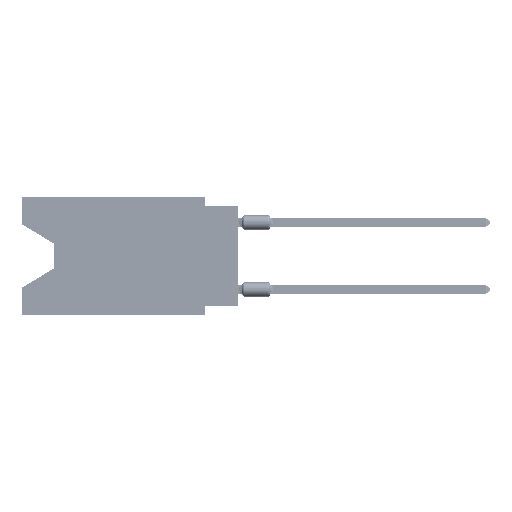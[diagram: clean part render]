
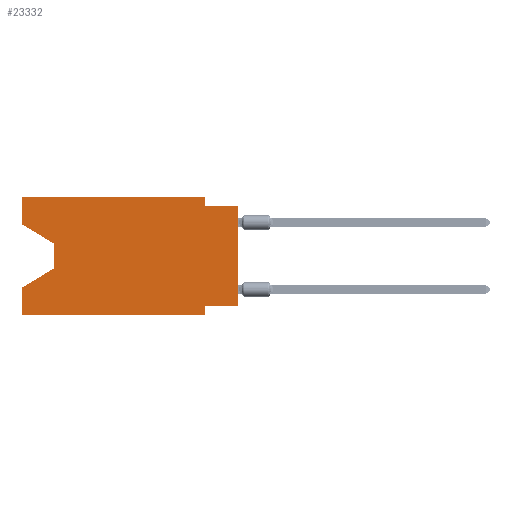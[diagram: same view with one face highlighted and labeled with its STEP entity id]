
A CAD part, left-side view. The second image highlights one B-rep face of the part: STEP entity #23332.
In plain terms, the highlighted planar face has unit normal (-1, 0, 0).
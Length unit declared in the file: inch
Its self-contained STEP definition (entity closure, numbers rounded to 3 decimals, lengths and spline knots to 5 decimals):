
#3 = VERTEX_POINT ( 'NONE', #41037 ) ;
#2149 = CARTESIAN_POINT ( 'NONE',  ( 0., 0., -0.325 ) ) ;
#2839 = CARTESIAN_POINT ( 'NONE',  ( 0., 0.1, -0.35 ) ) ;
#2881 = DIRECTION ( 'NONE',  ( 0., 1., 0. ) ) ;
#3266 = VECTOR ( 'NONE', #70297, 39.37008 ) ;
#3467 = CARTESIAN_POINT ( 'NONE',  ( 0., 0.645, 0. ) ) ;
#3633 = VECTOR ( 'NONE', #8669, 39.37008 ) ;
#5238 = LINE ( 'NONE', #44835, #69789 ) ;
#5600 = VECTOR ( 'NONE', #63283, 39.37008 ) ;
#6965 = VECTOR ( 'NONE', #2881, 39.37008 ) ;
#8141 = EDGE_CURVE ( 'NONE', #59369, #66842, #8804, .T. ) ;
#8669 = DIRECTION ( 'NONE',  ( 0., 0., 1. ) ) ;
#8804 = LINE ( 'NONE', #15512, #70315 ) ;
#9886 = CARTESIAN_POINT ( 'NONE',  ( 0., 0.645, 0. ) ) ;
#10638 = VERTEX_POINT ( 'NONE', #40613 ) ;
#10903 = ORIENTED_EDGE ( 'NONE', *, *, #18013, .F. ) ;
#11635 = VECTOR ( 'NONE', #71653, 39.37008 ) ;
#14436 = CARTESIAN_POINT ( 'NONE',  ( 0., 0.645, -0.35 ) ) ;
#14694 = FACE_OUTER_BOUND ( 'NONE', #71329, .T. ) ;
#15021 = ORIENTED_EDGE ( 'NONE', *, *, #56962, .F. ) ;
#15512 = CARTESIAN_POINT ( 'NONE',  ( 0., 0.645, -0.35 ) ) ;
#15938 = ORIENTED_EDGE ( 'NONE', *, *, #40777, .F. ) ;
#17644 = DIRECTION ( 'NONE',  ( 0., 0., -1. ) ) ;
#18013 = EDGE_CURVE ( 'NONE', #48637, #66842, #28944, .T. ) ;
#18761 = DIRECTION ( 'NONE',  ( 0., 0., 1. ) ) ;
#22629 = EDGE_CURVE ( 'NONE', #46007, #42982, #5238, .T. ) ;
#22818 = VECTOR ( 'NONE', #63348, 39.37008 ) ;
#23332 = ADVANCED_FACE ( 'NONE', ( #14694 ), #37468, .F. ) ;
#24397 = EDGE_CURVE ( 'NONE', #59369, #10638, #46585, .T. ) ;
#25310 = EDGE_CURVE ( 'NONE', #62435, #46007, #37675, .T. ) ;
#26729 = DIRECTION ( 'NONE',  ( 0., -1., 0. ) ) ;
#27039 = VECTOR ( 'NONE', #58540, 39.37008 ) ;
#28944 = LINE ( 'NONE', #56945, #5600 ) ;
#29075 = ORIENTED_EDGE ( 'NONE', *, *, #8141, .T. ) ;
#30355 = LINE ( 'NONE', #47529, #3266 ) ;
#30815 = LINE ( 'NONE', #64810, #22818 ) ;
#31449 = LINE ( 'NONE', #59840, #3633 ) ;
#31658 = LINE ( 'NONE', #2149, #6965 ) ;
#32448 = ORIENTED_EDGE ( 'NONE', *, *, #67659, .F. ) ;
#33520 = CARTESIAN_POINT ( 'NONE',  ( 0., 0.645, 0. ) ) ;
#34101 = AXIS2_PLACEMENT_3D ( 'NONE', #3467, #71823, #17644 ) ;
#34380 = VERTEX_POINT ( 'NONE', #33520 ) ;
#35596 = CARTESIAN_POINT ( 'NONE',  ( 0., 0.1, -0.025 ) ) ;
#35754 = CARTESIAN_POINT ( 'NONE',  ( 0., 0.645, 0. ) ) ;
#36852 = CARTESIAN_POINT ( 'NONE',  ( 0., 0.645, -0.08025 ) ) ;
#37468 = PLANE ( 'NONE',  #34101 ) ;
#37629 = EDGE_CURVE ( 'NONE', #62166, #10638, #30355, .T. ) ;
#37675 = LINE ( 'NONE', #38423, #11635 ) ;
#37877 = VERTEX_POINT ( 'NONE', #46720 ) ;
#38268 = DIRECTION ( 'NONE',  ( 0., -1., 0. ) ) ;
#38423 = CARTESIAN_POINT ( 'NONE',  ( 0., 0.1, 0. ) ) ;
#40613 = CARTESIAN_POINT ( 'NONE',  ( 0., 0.645, -0.26975 ) ) ;
#40777 = EDGE_CURVE ( 'NONE', #71753, #48637, #31658, .T. ) ;
#41037 = CARTESIAN_POINT ( 'NONE',  ( 0., 0.645, -0.08025 ) ) ;
#41256 = CARTESIAN_POINT ( 'NONE',  ( 0., 0.55, -0.212 ) ) ;
#42982 = VERTEX_POINT ( 'NONE', #72794 ) ;
#43404 = VECTOR ( 'NONE', #18761, 39.37008 ) ;
#44835 = CARTESIAN_POINT ( 'NONE',  ( 0., 0., -0.025 ) ) ;
#46007 = VERTEX_POINT ( 'NONE', #35596 ) ;
#46585 = LINE ( 'NONE', #35754, #27039 ) ;
#46720 = CARTESIAN_POINT ( 'NONE',  ( 0., 0.55, -0.138 ) ) ;
#47529 = CARTESIAN_POINT ( 'NONE',  ( 0., 0.55, -0.212 ) ) ;
#48637 = VERTEX_POINT ( 'NONE', #67486 ) ;
#49870 = EDGE_CURVE ( 'NONE', #71753, #42982, #53494, .T. ) ;
#51187 = ORIENTED_EDGE ( 'NONE', *, *, #25310, .F. ) ;
#53225 = ORIENTED_EDGE ( 'NONE', *, *, #49870, .T. ) ;
#53494 = LINE ( 'NONE', #69933, #43404 ) ;
#54622 = ORIENTED_EDGE ( 'NONE', *, *, #24397, .F. ) ;
#56945 = CARTESIAN_POINT ( 'NONE',  ( 0., 0.1, -0.35 ) ) ;
#56962 = EDGE_CURVE ( 'NONE', #34380, #62435, #59574, .T. ) ;
#58540 = DIRECTION ( 'NONE',  ( 0., 0., 1. ) ) ;
#59369 = VERTEX_POINT ( 'NONE', #14436 ) ;
#59574 = LINE ( 'NONE', #9886, #61858 ) ;
#59840 = CARTESIAN_POINT ( 'NONE',  ( 0., 0.645, 0. ) ) ;
#61125 = DIRECTION ( 'NONE',  ( 0., -0.855, -0.519 ) ) ;
#61858 = VECTOR ( 'NONE', #38268, 39.37008 ) ;
#62166 = VERTEX_POINT ( 'NONE', #41256 ) ;
#62435 = VERTEX_POINT ( 'NONE', #73310 ) ;
#63205 = ORIENTED_EDGE ( 'NONE', *, *, #22629, .F. ) ;
#63224 = VECTOR ( 'NONE', #61125, 39.37008 ) ;
#63283 = DIRECTION ( 'NONE',  ( 0., 0., -1. ) ) ;
#63348 = DIRECTION ( 'NONE',  ( 0., 0., -1. ) ) ;
#64810 = CARTESIAN_POINT ( 'NONE',  ( 0., 0.55, -0.138 ) ) ;
#66842 = VERTEX_POINT ( 'NONE', #2839 ) ;
#66868 = EDGE_CURVE ( 'NONE', #3, #37877, #72298, .T. ) ;
#67486 = CARTESIAN_POINT ( 'NONE',  ( 0., 0.1, -0.325 ) ) ;
#67659 = EDGE_CURVE ( 'NONE', #3, #34380, #31449, .T. ) ;
#67814 = ORIENTED_EDGE ( 'NONE', *, *, #68356, .T. ) ;
#68356 = EDGE_CURVE ( 'NONE', #37877, #62166, #30815, .T. ) ;
#69789 = VECTOR ( 'NONE', #72833, 39.37008 ) ;
#69933 = CARTESIAN_POINT ( 'NONE',  ( 0., 0., 0. ) ) ;
#70297 = DIRECTION ( 'NONE',  ( 0., 0.855, -0.519 ) ) ;
#70315 = VECTOR ( 'NONE', #26729, 39.37008 ) ;
#71329 = EDGE_LOOP ( 'NONE', ( #71931, #67814, #72018, #54622, #29075, #10903, #15938, #53225, #63205, #51187, #15021, #32448 ) ) ;
#71638 = CARTESIAN_POINT ( 'NONE',  ( 0., 0., -0.325 ) ) ;
#71653 = DIRECTION ( 'NONE',  ( 0., 0., -1. ) ) ;
#71753 = VERTEX_POINT ( 'NONE', #71638 ) ;
#71823 = DIRECTION ( 'NONE',  ( 1., 0., 0. ) ) ;
#71931 = ORIENTED_EDGE ( 'NONE', *, *, #66868, .T. ) ;
#72018 = ORIENTED_EDGE ( 'NONE', *, *, #37629, .T. ) ;
#72298 = LINE ( 'NONE', #36852, #63224 ) ;
#72794 = CARTESIAN_POINT ( 'NONE',  ( 0., 0., -0.025 ) ) ;
#72833 = DIRECTION ( 'NONE',  ( 0., -1., 0. ) ) ;
#73310 = CARTESIAN_POINT ( 'NONE',  ( 0., 0.1, 0. ) ) ;
